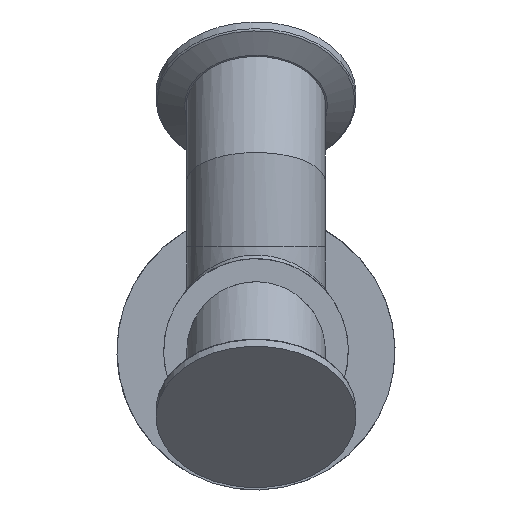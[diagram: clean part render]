
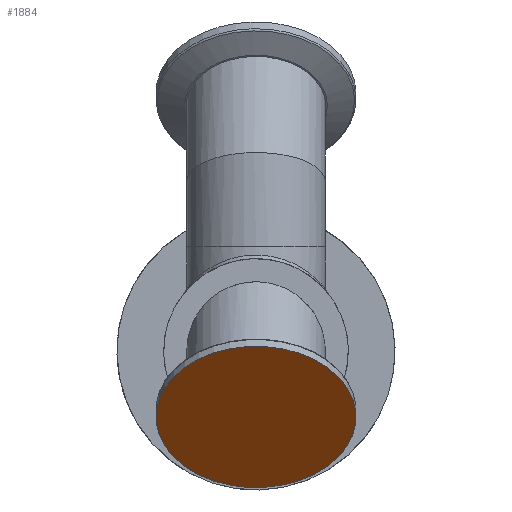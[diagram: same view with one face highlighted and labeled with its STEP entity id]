
A CAD part, left-side view. The second image highlights one B-rep face of the part: STEP entity #1884.
In plain terms, the highlighted planar face has unit normal (-0.707, 0, -0.707).
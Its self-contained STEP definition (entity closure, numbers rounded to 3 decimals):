
#333=FACE_OUTER_BOUND('',#470,.T.);
#470=EDGE_LOOP('',(#1238));
#618=CIRCLE('',#2072,27.5);
#770=VERTEX_POINT('',#2932);
#959=EDGE_CURVE('',#770,#770,#618,.T.);
#1238=ORIENTED_EDGE('',*,*,#959,.T.);
#1714=PLANE('',#2071);
#1884=ADVANCED_FACE('',(#333),#1714,.T.);
#2071=AXIS2_PLACEMENT_3D('',#2931,#2360,#2361);
#2072=AXIS2_PLACEMENT_3D('',#2933,#2362,#2363);
#2360=DIRECTION('center_axis',(-0.707,0.,-0.707));
#2361=DIRECTION('ref_axis',(-0.182,0.966,0.182));
#2362=DIRECTION('center_axis',(-0.707,0.,-0.707));
#2363=DIRECTION('ref_axis',(-0.182,0.966,0.182));
#2931=CARTESIAN_POINT('Origin',(-44.04,28.784,-48.574));
#2932=CARTESIAN_POINT('',(-44.669,32.118,-47.944));
#2933=CARTESIAN_POINT('Origin',(-39.652,5.549,-52.962));
